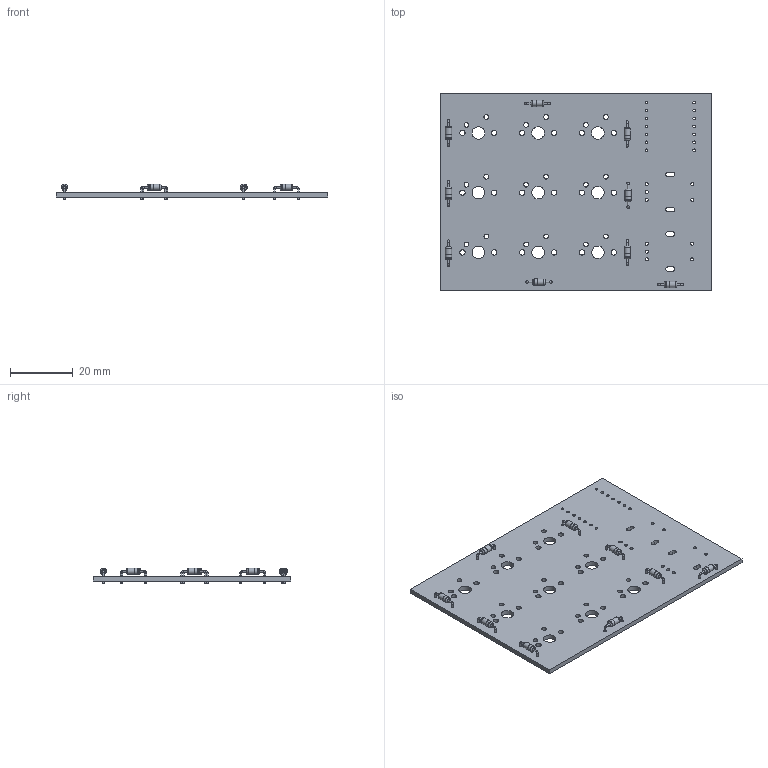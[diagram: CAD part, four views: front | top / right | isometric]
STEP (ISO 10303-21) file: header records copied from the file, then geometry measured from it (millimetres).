
FILE_DESCRIPTION(('KiCad electronic assembly'),'2;1');
FILE_NAME('PCB-3D-model.step','2025-12-04T13:20:29',('Pcbnew'),('Kicad') ,'Open CASCADE STEP processor 7.9','KiCad to STEP converter','Unknown' );
FILE_SCHEMA(('AUTOMOTIVE_DESIGN { 1 0 10303 214 1 1 1 1 }'));
Length unit declared in the file: millimetre
Products named in the file (3): PCB-3D-model 1; D_DO-35_SOD27_P7.62mm_Horizontal; newmacropad_PCB
Assembly tree (10 placements, depth 2):
  PCB-3D-model 1
    D_DO-35_SOD27_P7.62mm_Horizontal  x9
    newmacropad_PCB
Bounding box: 86.7 x 63 x 5.01 mm (x, y, z)
Volume: 8043.1 mm3; surface area: 12068.9 mm2
Topology: 19 solids, 19 shells, 253 faces, 537 edges, 340 vertices
Faces by surface type: cylinder 149, plane 68, torus 36
Full cylindrical faces by diameter (mm): 0.5 x27, 0.8 x18, 0.889 x14, 1 x10, 1.5 x18, 1.7 x18, 2 x18, 2.02 x9, 4 x9
Entity records: 4694 total; most frequent: DIRECTION 825, CARTESIAN_POINT 709, ORIENTED_EDGE 690, EDGE_CURVE 345, AXIS2_PLACEMENT_3D 344, FACE_BOUND 309, EDGE_LOOP 309, VERTEX_POINT 228
